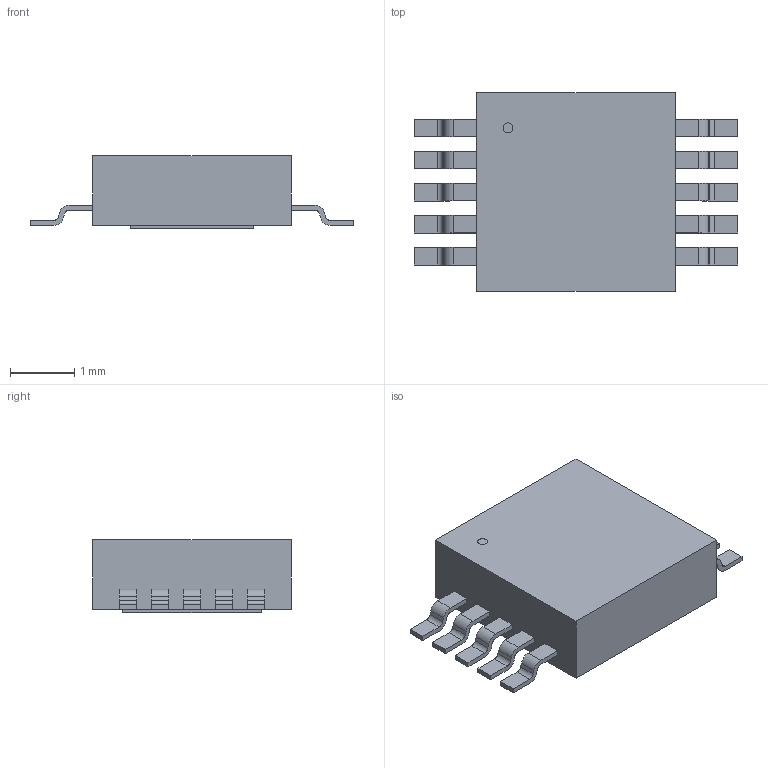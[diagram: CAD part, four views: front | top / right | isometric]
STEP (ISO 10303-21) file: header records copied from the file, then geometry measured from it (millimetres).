
FILE_DESCRIPTION(('STEP AP214'),'1');
FILE_NAME('MSOP-10_MSE_LIT','2025-11-22T11:58:15',(''),(''),'','','');
FILE_SCHEMA(('AUTOMOTIVE_DESIGN'));
Length unit declared in the file: millimetre
Products named in the file (1): product
Bounding box: 5.05 x 3.1 x 1.15 mm (x, y, z)
Volume: 10.9 mm3; surface area: 49.9 mm2
Topology: 13 solids, 13 shells, 155 faces, 387 edges, 258 vertices
Faces by surface type: plane 114, cylinder 41
Full cylindrical faces by diameter (mm): 0.155 x1
Entity records: 4557 total; most frequent: DIRECTION 782, ORIENTED_EDGE 772, CARTESIAN_POINT 457, EDGE_CURVE 386, LINE 304, VECTOR 304, VERTEX_POINT 258, AXIS2_PLACEMENT_3D 239
